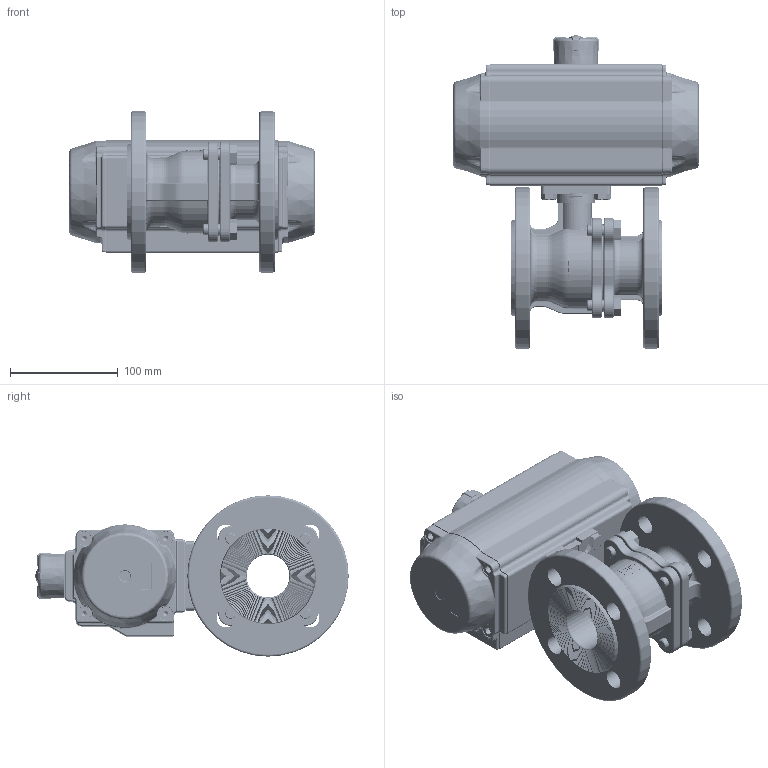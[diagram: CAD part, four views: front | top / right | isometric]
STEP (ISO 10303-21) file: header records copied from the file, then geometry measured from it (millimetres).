
FILE_DESCRIPTION(/* description */ ('Unknown'),/* implementation_level */ '2;1');
FILE_NAME(/* name */ 'PE04 0920-08',/* time_stamp */ '2025-02-24T09:31:13+01:00',/* author */ ('Unknown'),/* organization */ ('Unknown'),/* preprocessor_version */ 'ST-DEVELOPER v19.4',/* originating_system */ 'Solid Edge',/* authorisation */ 'Unknown');
FILE_SCHEMA (('AUTOMOTIVE_DESIGN {1 0 10303 214 3 1 1}'));
Products named in the file (20): PE04 0920-08; 920-08; MV-24D-DD-DN40; MV-24D-TL-DN40; MV-24D-LZ-DN40; MV-24D-FGM-DN40; MV-24D-T(J)-DN40; MV-24D-G(J)-DN40; MV-24D-FG-DN40; PD05_PE04; VTE85____; Optische Anzeige; ______; ________(___________; cup head nib bolts with large head gb_GB_FASTENER_BOLT_CHNBW M6X25-N; huosai85; zhou85; vt85-2016-06-25  _______MIR; vt85-2016-06-25; DIN 933 M8x22 A2-70 BLK_EDST
Assembly tree (30 placements, depth 4):
  PE04 0920-08
    920-08
      MV-24D-DD-DN40  x2
      MV-24D-TL-DN40
      MV-24D-LZ-DN40  x4
      MV-24D-FGM-DN40
      MV-24D-T(J)-DN40
      MV-24D-G(J)-DN40
      MV-24D-FG-DN40
    PD05_PE04
      VTE85____
      Optische Anzeige
        ______
        ________(___________  x4
        cup head nib bolts with large head gb_GB_FASTENER_BOLT_CHNBW M6X25-N
      huosai85  x2
      zhou85
      vt85-2016-06-25  _______MIR
      vt85-2016-06-25
    DIN 933 M8x22 A2-70 BLK_EDST  x4
Bounding box: 228 x 291.31 x 150 mm (x, y, z)
Volume: 1924231.4 mm3; surface area: 495422.1 mm2
Topology: 27 solids, 27 shells, 3707 faces, 9062 edges, 5572 vertices
Faces by surface type: plane 1056, cylinder 881, bspline 786, torus 586, cone 385, sphere 13
Full cylindrical faces by diameter (mm): 3 x16, 3.3 x8, 4 x2, 4.134 x8, 4.66 x1, 4.917 x13, 5 x2, 6 x1, 6.2 x1, 6.647 x6, 8 x4, 8.8 x4, 10 x4, 11.445 x2, 11.5 x4, 12 x2, 13 x14, 13.4 x1, 16.2 x1, 16.5 x2, 18 x10, 18.1 x2, 18.4 x2, 18.7 x1, 20 x7, 22.5 x2, 22.7 x2, 23 x12, 26 x1, 27 x1
Entity records: 134374 total; most frequent: CARTESIAN_POINT 71607, ORIENTED_EDGE 13418, DIRECTION 11534, EDGE_CURVE 6709, AXIS2_PLACEMENT_3D 4673, VERTEX_POINT 4394, FACE_BOUND 3633, EDGE_LOOP 3621
